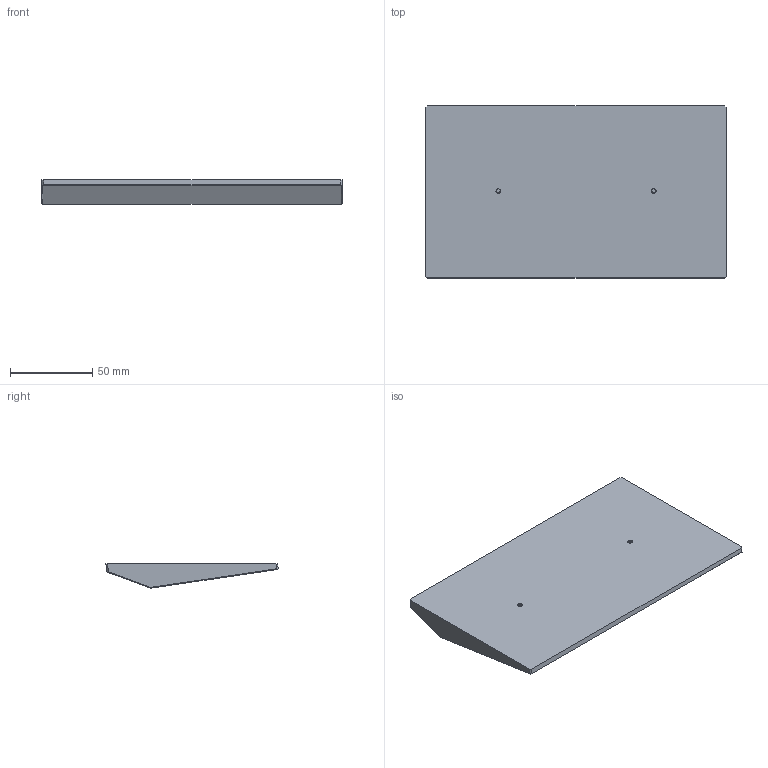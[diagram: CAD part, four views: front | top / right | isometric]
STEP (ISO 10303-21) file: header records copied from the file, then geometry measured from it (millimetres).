
FILE_DESCRIPTION(/* description */ ('','CAx-IF Rec.Pracs.---Representation and Presentation of Product Manufacturing Information (PMI)---4.0---2014-10-13'),/* implementation_level */ '2;1');
FILE_NAME(/* name */ 'case_weight.step',/* time_stamp */ '2025-01-31T19:56:55-05:00',/* author */ (''),/* organization */ (''),/* preprocessor_version */ 'ST-DEVELOPER v20',/* originating_system */ 'Autodesk Translation Framework v13.20.0.188',/* authorisation */ '');
FILE_SCHEMA (('AP242_MANAGED_MODEL_BASED_3D_ENGINEERING_MIM_LF { 1 0 10303 442 1 1 4 }'));
Length unit declared in the file: millimetre
Products named in the file (1): shrimple_case_UDB_rev
Bounding box: 182.65 x 105.01 x 14.9 mm (x, y, z)
Volume: 178391.1 mm3; surface area: 42187.5 mm2
Topology: 1 solids, 1 shells, 74 faces, 202 edges, 132 vertices
Faces by surface type: cylinder 50, plane 20, bspline 4
Full cylindrical faces by diameter (mm): 2.529 x10, 3.086 x4
Entity records: 5411 total; most frequent: CARTESIAN_POINT 3729, ORIENTED_EDGE 404, DIRECTION 244, EDGE_CURVE 202, VERTEX_POINT 132, B_SPLINE_CURVE_WITH_KNOTS 108, LINE 86, VECTOR 86
